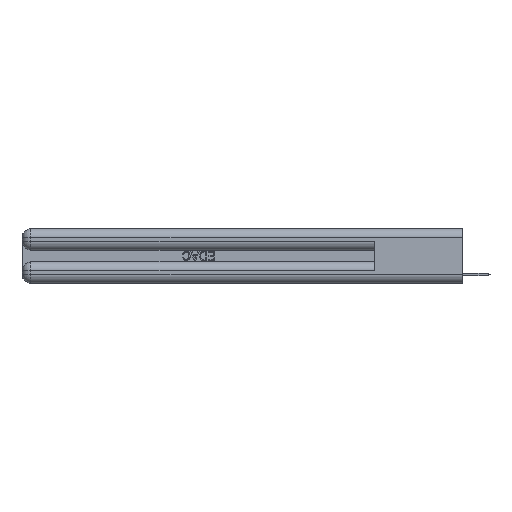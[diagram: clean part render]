
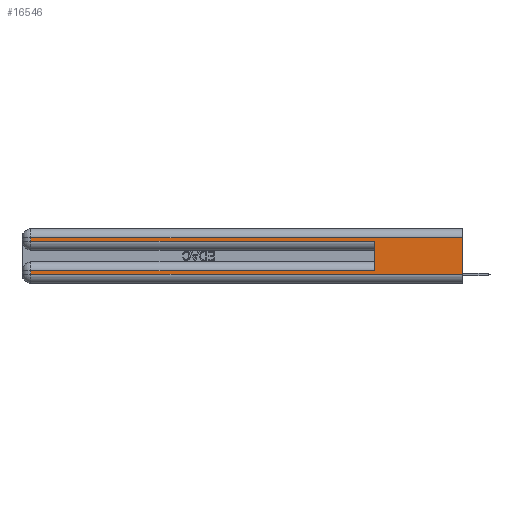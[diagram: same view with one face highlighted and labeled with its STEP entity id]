
A CAD part, left-side view. The second image highlights one B-rep face of the part: STEP entity #16546.
In plain terms, the highlighted planar face has unit normal (-1, 0, 0).
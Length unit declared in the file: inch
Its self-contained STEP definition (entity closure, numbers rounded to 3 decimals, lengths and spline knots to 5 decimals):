
#111 = DIRECTION ( 'NONE',  ( 0., 1., 0. ) ) ;
#114 = EDGE_CURVE ( 'NONE', #12347, #3653, #25304, .T. ) ;
#1969 = LINE ( 'NONE', #2256, #23772 ) ;
#2256 = CARTESIAN_POINT ( 'NONE',  ( 0., 2.94, 0.37 ) ) ;
#2369 = ORIENTED_EDGE ( 'NONE', *, *, #8899, .T. ) ;
#2492 = LINE ( 'NONE', #12434, #23759 ) ;
#2516 = VECTOR ( 'NONE', #20118, 39.37008 ) ;
#2519 = CARTESIAN_POINT ( 'NONE',  ( 0., 0., 0.06 ) ) ;
#2833 = CARTESIAN_POINT ( 'NONE',  ( 0., 0.6, 0.285 ) ) ;
#3310 = VERTEX_POINT ( 'NONE', #17671 ) ;
#3653 = VERTEX_POINT ( 'NONE', #11904 ) ;
#3964 = ORIENTED_EDGE ( 'NONE', *, *, #12941, .F. ) ;
#4962 = CARTESIAN_POINT ( 'NONE',  ( 0., 0., 0.37 ) ) ;
#6402 = VECTOR ( 'NONE', #27766, 39.37008 ) ;
#6547 = CARTESIAN_POINT ( 'NONE',  ( 0., 0., 0.085 ) ) ;
#6648 = DIRECTION ( 'NONE',  ( 0., 0., -1. ) ) ;
#7002 = ORIENTED_EDGE ( 'NONE', *, *, #24100, .T. ) ;
#7830 = VERTEX_POINT ( 'NONE', #27778 ) ;
#8048 = CARTESIAN_POINT ( 'NONE',  ( 0., 0., 0.285 ) ) ;
#8192 = DIRECTION ( 'NONE',  ( 0., -1., 0. ) ) ;
#8899 = EDGE_CURVE ( 'NONE', #12085, #20465, #29030, .T. ) ;
#9795 = LINE ( 'NONE', #20995, #18440 ) ;
#10083 = LINE ( 'NONE', #4962, #6402 ) ;
#10903 = VERTEX_POINT ( 'NONE', #26415 ) ;
#11170 = FACE_OUTER_BOUND ( 'NONE', #18764, .T. ) ;
#11734 = LINE ( 'NONE', #2519, #17562 ) ;
#11838 = ORIENTED_EDGE ( 'NONE', *, *, #114, .T. ) ;
#11904 = CARTESIAN_POINT ( 'NONE',  ( 0., 2.94, 0.085 ) ) ;
#12085 = VERTEX_POINT ( 'NONE', #23273 ) ;
#12269 = ORIENTED_EDGE ( 'NONE', *, *, #15389, .F. ) ;
#12347 = VERTEX_POINT ( 'NONE', #22785 ) ;
#12434 = CARTESIAN_POINT ( 'NONE',  ( 0., 2.94, 0.37 ) ) ;
#12941 = EDGE_CURVE ( 'NONE', #12347, #20465, #22063, .T. ) ;
#13113 = EDGE_CURVE ( 'NONE', #3653, #10903, #1969, .T. ) ;
#14542 = VECTOR ( 'NONE', #22731, 39.37008 ) ;
#14919 = EDGE_CURVE ( 'NONE', #10903, #29455, #11734, .T. ) ;
#15389 = EDGE_CURVE ( 'NONE', #7830, #29455, #10083, .T. ) ;
#16546 = ADVANCED_FACE ( 'NONE', ( #11170 ), #24942, .F. ) ;
#17562 = VECTOR ( 'NONE', #26093, 39.37008 ) ;
#17671 = CARTESIAN_POINT ( 'NONE',  ( 0., 2.94, 0.31 ) ) ;
#18440 = VECTOR ( 'NONE', #111, 39.37008 ) ;
#18764 = EDGE_LOOP ( 'NONE', ( #12269, #7002, #21969, #2369, #3964, #11838, #21463, #25018 ) ) ;
#20118 = DIRECTION ( 'NONE',  ( 0., 0., 1. ) ) ;
#20417 = DIRECTION ( 'NONE',  ( 1., 0., 0. ) ) ;
#20465 = VERTEX_POINT ( 'NONE', #2833 ) ;
#20995 = CARTESIAN_POINT ( 'NONE',  ( 0., 0., 0.31 ) ) ;
#21463 = ORIENTED_EDGE ( 'NONE', *, *, #13113, .T. ) ;
#21969 = ORIENTED_EDGE ( 'NONE', *, *, #23426, .T. ) ;
#22063 = LINE ( 'NONE', #27037, #2516 ) ;
#22731 = DIRECTION ( 'NONE',  ( 0., 1., 0. ) ) ;
#22785 = CARTESIAN_POINT ( 'NONE',  ( 0., 0.6, 0.085 ) ) ;
#22824 = CARTESIAN_POINT ( 'NONE',  ( 0., 0., 0.37 ) ) ;
#23273 = CARTESIAN_POINT ( 'NONE',  ( 0., 2.94, 0.285 ) ) ;
#23373 = AXIS2_PLACEMENT_3D ( 'NONE', #22824, #20417, #27627 ) ;
#23426 = EDGE_CURVE ( 'NONE', #3310, #12085, #2492, .T. ) ;
#23759 = VECTOR ( 'NONE', #24219, 39.37008 ) ;
#23772 = VECTOR ( 'NONE', #6648, 39.37008 ) ;
#24100 = EDGE_CURVE ( 'NONE', #7830, #3310, #9795, .T. ) ;
#24219 = DIRECTION ( 'NONE',  ( 0., 0., -1. ) ) ;
#24942 = PLANE ( 'NONE',  #23373 ) ;
#25018 = ORIENTED_EDGE ( 'NONE', *, *, #14919, .T. ) ;
#25304 = LINE ( 'NONE', #6547, #14542 ) ;
#26093 = DIRECTION ( 'NONE',  ( 0., -1., 0. ) ) ;
#26415 = CARTESIAN_POINT ( 'NONE',  ( 0., 2.94, 0.06 ) ) ;
#26525 = VECTOR ( 'NONE', #8192, 39.37008 ) ;
#26749 = CARTESIAN_POINT ( 'NONE',  ( 0., 0., 0.06 ) ) ;
#27037 = CARTESIAN_POINT ( 'NONE',  ( 0., 0.6, 0.145 ) ) ;
#27627 = DIRECTION ( 'NONE',  ( 0., 0., -1. ) ) ;
#27766 = DIRECTION ( 'NONE',  ( 0., 0., -1. ) ) ;
#27778 = CARTESIAN_POINT ( 'NONE',  ( 0., 0., 0.31 ) ) ;
#29030 = LINE ( 'NONE', #8048, #26525 ) ;
#29455 = VERTEX_POINT ( 'NONE', #26749 ) ;
